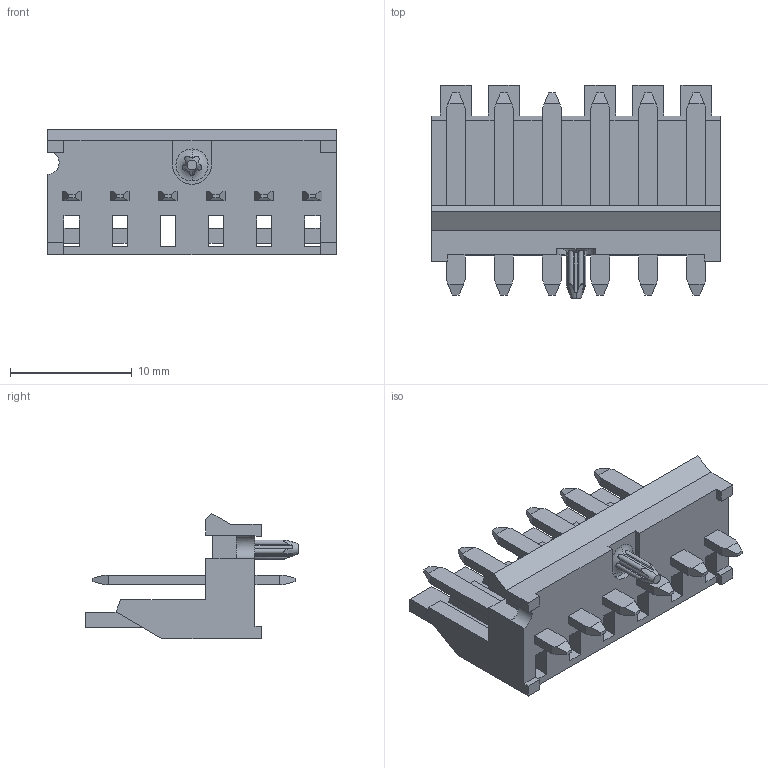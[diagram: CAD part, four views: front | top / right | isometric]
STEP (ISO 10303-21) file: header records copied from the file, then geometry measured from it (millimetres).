
FILE_DESCRIPTION((''),'2;1');
FILE_NAME('366420001','2015-08-31T',('me'),(''),'PRO/ENGINEER BY PARAMETRIC TECHNOLOGY CORPORATION, 2011490','PRO/ENGINEER BY PARAMETRIC TECHNOLOGY CORPORATION, 2011490','');
FILE_SCHEMA(('CONFIG_CONTROL_DESIGN'));
Length unit declared in the file: millimetre
Products named in the file (1): 366420001
Bounding box: 23.77 x 17.58 x 10.29 mm (x, y, z)
Volume: 1255.6 mm3; surface area: 2290.9 mm2
Topology: 1 solids, 1 shells, 316 faces, 924 edges, 609 vertices
Faces by surface type: plane 300, cylinder 12, torus 2, cone 2
Entity records: 10430 total; most frequent: CARTESIAN_POINT 2035, ORIENTED_EDGE 1814, DIRECTION 1563, EDGE_CURVE 907, VECTOR 855, LINE 855, VERTEX_POINT 589, AXIS2_PLACEMENT_3D 354
